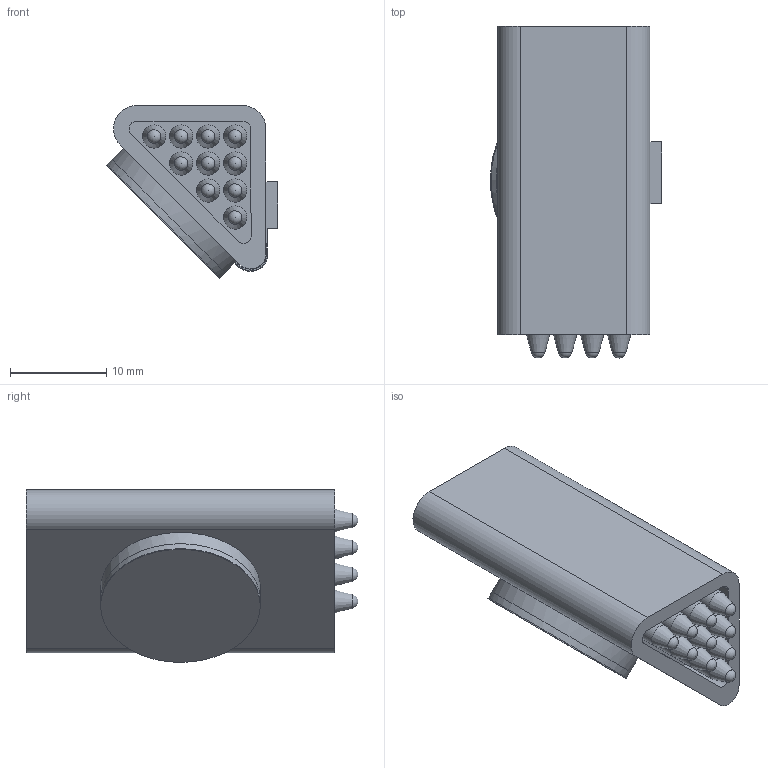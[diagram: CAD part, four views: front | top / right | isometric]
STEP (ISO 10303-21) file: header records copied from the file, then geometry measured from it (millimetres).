
FILE_DESCRIPTION(('TFLEX Exchange Step'),'2;1');
FILE_NAME('raketnitsa1.stp', '2022-04-03T22:05:01+03:00',('ilya'),('Unknown organisation'),'TFLEX Exchange 2022.0','T-FLEX CAD','Unknown authorisation');
FILE_SCHEMA( ('AUTOMOTIVE_DESIGN { 1 0 10303 214 1 1 1 1 }') );
Length unit declared in the file: millimetre
Products named in the file (1): Nodes
Bounding box: 17.74 x 34.4 x 17.91 mm (x, y, z)
Volume: 5599 mm3; surface area: 3304 mm2
Topology: 1 solids, 1 shells, 109 faces, 248 edges, 163 vertices
Faces by surface type: plane 49, cylinder 32, cone 10, torus 10, bspline 4, extrusion 4
Full cylindrical faces by diameter (mm): 2.4 x20, 16.56 x1
Entity records: 8953 total; most frequent: CARTESIAN_POINT 6516, ORIENTED_EDGE 496, DIRECTION 472, EDGE_CURVE 248, AXIS2_PLACEMENT_3D 177, VERTEX_POINT 163, EDGE_LOOP 133, FACE_BOUND 133
